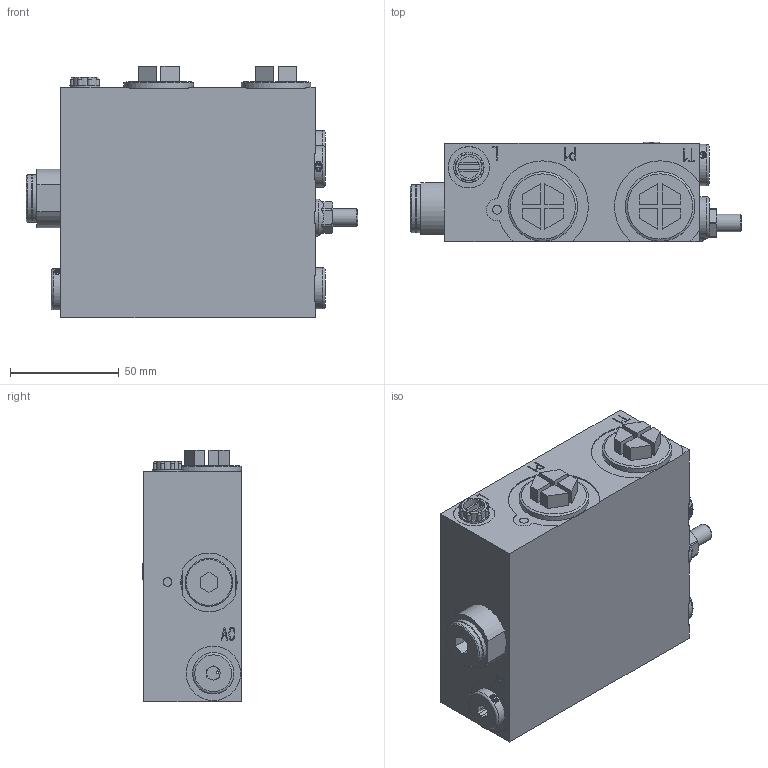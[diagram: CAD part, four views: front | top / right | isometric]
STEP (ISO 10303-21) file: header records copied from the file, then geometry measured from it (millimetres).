
FILE_DESCRIPTION(/* description */ ('Unknown'),/* implementation_level */ '2;1');
FILE_NAME(/* name */ '1441638_AP-1010-302N_STEP',/* time_stamp */ '2022-01-05T11:18:26+01:00',/* author */ ('Unknown'),/* organization */ ('Unknown'),/* preprocessor_version */ 'ST-DEVELOPER v16.7',/* originating_system */ 'DEX',/* authorisation */ $);
FILE_SCHEMA (('AUTOMOTIVE_DESIGN { 1 0 10303 214 3 1 1 }','AUTOMOTIVE_DESIGN {1 0 10303 214 3 1 1}'));
Length unit declared in the file: millimetre
Products named in the file (31): 1441638_EINGANGSPLATTE 10K NJ 350 B_000206665; 1444329_Inlet plate N G3_4 v2_000206369_oa_0; 1441847_KUNSTSTOFF SCHRAUBSTOPFEN_000195326_oa_1; EO Verschluss-Stopfen fuer Einschraubloecher VSTI1_4EDCF_oa_2; EO Verschluss-Stopfen fuer Einschraubloecher VSTI1_4EDCF_oa_3; EO Verschluss-Stopfen fuer Einschraubloecher VSTI1_4EDCF_oa_4; SealLock_M8x1; AP-1010-001-008-A_0; 1434570_Verschlussschraube_000186784_oa_5; SK 550- 040 4,0_oa_6; SK 550- 040 4,0_oa_7; SK 550- 040 4,0_oa_8; SK 550- 040 4,0_oa_9; SK 550- 040 4,0_oa_10; SK 550- 040 4,0_oa_11; 1431380_KUNSTSTOFF SCHRAUBSTOPFEN_000195210_oa_12; 1431380_KUNSTSTOFF SCHRAUBSTOPFEN_000195210_oa_13; 1447396_O-RING_000200450; AP-1010-001-006_0; AP-1010-001-007-A_0; AP-1010-001-011_0; 1441706_DUESE_000194999_oa_14; 144096_PILOT PRES. RED.VALVE HNBR_000206696_oa_15; 1441806_CARTRIDGE_000195254_oa_16; 1441805_Kolben_000198325_oa_17; 1441723_STOPFEN  DMV_000195255; 1441807_Feder_000198373_oa_18; 1441808_Sicherungsring_000198372_oa_19; 1447408_O-Ring_000206695_oa_20; 1447428_O-Ring_000206693_oa_21; 1447408_O-Ring_000206695_oa_22
Assembly tree (30 placements, depth 3):
  1441638_EINGANGSPLATTE 10K NJ 350 B_000206665
    1444329_Inlet plate N G3_4 v2_000206369_oa_0
    1441847_KUNSTSTOFF SCHRAUBSTOPFEN_000195326_oa_1
    EO Verschluss-Stopfen fuer Einschraubloecher VSTI1_4EDCF_oa_2
    EO Verschluss-Stopfen fuer Einschraubloecher VSTI1_4EDCF_oa_3
    EO Verschluss-Stopfen fuer Einschraubloecher VSTI1_4EDCF_oa_4
    SealLock_M8x1
    AP-1010-001-008-A_0
    1434570_Verschlussschraube_000186784_oa_5
    SK 550- 040 4,0_oa_6
    SK 550- 040 4,0_oa_7
    SK 550- 040 4,0_oa_8
    SK 550- 040 4,0_oa_9
    SK 550- 040 4,0_oa_10
    SK 550- 040 4,0_oa_11
    1431380_KUNSTSTOFF SCHRAUBSTOPFEN_000195210_oa_12
    1431380_KUNSTSTOFF SCHRAUBSTOPFEN_000195210_oa_13
    1447396_O-RING_000200450
    AP-1010-001-006_0
    AP-1010-001-007-A_0
    AP-1010-001-011_0
    1441706_DUESE_000194999_oa_14
    144096_PILOT PRES. RED.VALVE HNBR_000206696_oa_15
      1441806_CARTRIDGE_000195254_oa_16
      1441805_Kolben_000198325_oa_17
      1441723_STOPFEN  DMV_000195255
      1441807_Feder_000198373_oa_18
      1441808_Sicherungsring_000198372_oa_19
      1447408_O-Ring_000206695_oa_20
      1447428_O-Ring_000206693_oa_21
      1447408_O-Ring_000206695_oa_22
Bounding box: 152.6 x 45.58 x 115.5 mm (x, y, z)
Volume: 163371.9 mm3; surface area: 102825.7 mm2
Topology: 25 solids, 25 shells, 769 faces, 1871 edges, 1233 vertices
Faces by surface type: plane 489, cylinder 198, cone 47, bspline 18, torus 9, sphere 8
Full cylindrical faces by diameter (mm): 1.3 x1, 2.5 x1, 3 x4, 3.242 x1, 3.36 x4, 3.5 x2, 4 x14, 6 x3, 6.2 x4, 6.4 x1, 6.5 x1, 6.647 x5, 6.7 x1, 6.897 x1, 6.917 x1, 6.918 x1, 7.4 x1, 7.8 x1, 8 x1, 8.5 x1, 8.7 x1, 9.7 x1, 10 x1, 11.1 x2, 11.2 x3, 11.5 x3, 11.7 x1, 11.8 x1, 12 x2, 12.5 x1
Entity records: 27740 total; most frequent: CARTESIAN_POINT 6287, DIRECTION 3387, ORIENTED_EDGE 3300, EDGE_CURVE 1650, AXIS2_PLACEMENT_3D 1257, VERTEX_POINT 1175, FACE_BOUND 1079, EDGE_LOOP 1076
